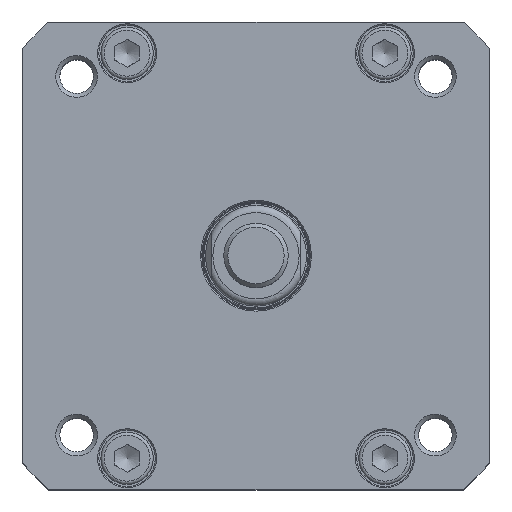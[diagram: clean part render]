
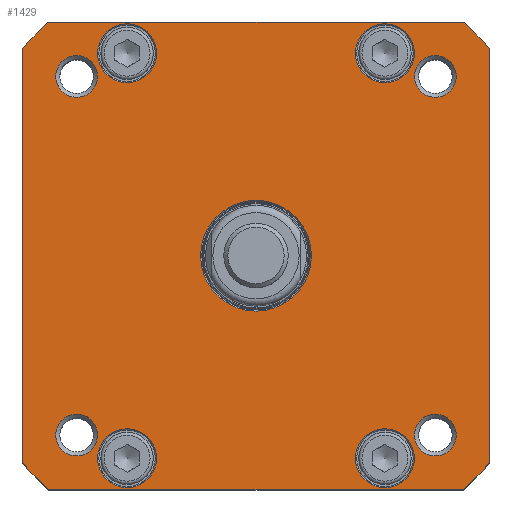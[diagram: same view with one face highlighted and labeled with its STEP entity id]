
A CAD part, top view. The second image highlights one B-rep face of the part: STEP entity #1429.
In plain terms, the highlighted planar face has unit normal (0, 0, 1).
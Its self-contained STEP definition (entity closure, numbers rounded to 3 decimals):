
#1255=CARTESIAN_POINT('',(0.,0.,117.));
#1256=DIRECTION('',(0.0,0.0,-1.0));
#1257=DIRECTION('',(-1.0,0.0,0.0));
#1258=AXIS2_PLACEMENT_3D('',#1255,#1256,#1257);
#1259=PLANE('',#1258);
#1260=CARTESIAN_POINT('',(-51.403,58.,117.));
#1261=VERTEX_POINT('',#1260);
#1262=CARTESIAN_POINT('',(51.403,58.,117.));
#1263=VERTEX_POINT('',#1262);
#1264=CARTESIAN_POINT('',(-51.403,58.,117.));
#1265=DIRECTION('',(1.0,0.0,0.0));
#1266=VECTOR('',#1265,102.806);
#1267=LINE('',#1264,#1266);
#1268=EDGE_CURVE('',#1261,#1263,#1267,.T.);
#1269=ORIENTED_EDGE('',*,*,#1268,.F.);
#1270=CARTESIAN_POINT('',(-58.,51.403,117.));
#1271=VERTEX_POINT('',#1270);
#1272=CARTESIAN_POINT('',(0.0,0.,117.));
#1273=DIRECTION('',(0.0,0.0,-1.0));
#1274=DIRECTION('',(-0.748,0.663,0.0));
#1275=AXIS2_PLACEMENT_3D('',#1272,#1273,#1274);
#1276=CIRCLE('',#1275,77.5);
#1277=EDGE_CURVE('',#1271,#1261,#1276,.T.);
#1278=ORIENTED_EDGE('',*,*,#1277,.F.);
#1279=CARTESIAN_POINT('',(-58.,-51.403,117.));
#1280=VERTEX_POINT('',#1279);
#1281=CARTESIAN_POINT('',(-58.,-51.403,117.));
#1282=DIRECTION('',(0.0,1.0,0.0));
#1283=VECTOR('',#1282,102.806);
#1284=LINE('',#1281,#1283);
#1285=EDGE_CURVE('',#1280,#1271,#1284,.T.);
#1286=ORIENTED_EDGE('',*,*,#1285,.F.);
#1287=CARTESIAN_POINT('',(-51.403,-58.,117.));
#1288=VERTEX_POINT('',#1287);
#1289=CARTESIAN_POINT('',(0.0,0.,117.));
#1290=DIRECTION('',(0.0,0.0,-1.0));
#1291=DIRECTION('',(-0.663,-0.748,0.0));
#1292=AXIS2_PLACEMENT_3D('',#1289,#1290,#1291);
#1293=CIRCLE('',#1292,77.5);
#1294=EDGE_CURVE('',#1288,#1280,#1293,.T.);
#1295=ORIENTED_EDGE('',*,*,#1294,.F.);
#1296=CARTESIAN_POINT('',(51.403,-58.,117.));
#1297=VERTEX_POINT('',#1296);
#1298=CARTESIAN_POINT('',(51.403,-58.,117.));
#1299=DIRECTION('',(-1.0,0.0,0.0));
#1300=VECTOR('',#1299,102.806);
#1301=LINE('',#1298,#1300);
#1302=EDGE_CURVE('',#1297,#1288,#1301,.T.);
#1303=ORIENTED_EDGE('',*,*,#1302,.F.);
#1304=CARTESIAN_POINT('',(58.,-51.403,117.));
#1305=VERTEX_POINT('',#1304);
#1306=CARTESIAN_POINT('',(0.0,0.,117.));
#1307=DIRECTION('',(0.0,0.0,-1.0));
#1308=DIRECTION('',(0.748,-0.663,0.0));
#1309=AXIS2_PLACEMENT_3D('',#1306,#1307,#1308);
#1310=CIRCLE('',#1309,77.5);
#1311=EDGE_CURVE('',#1305,#1297,#1310,.T.);
#1312=ORIENTED_EDGE('',*,*,#1311,.F.);
#1313=CARTESIAN_POINT('',(58.,51.403,117.));
#1314=VERTEX_POINT('',#1313);
#1315=CARTESIAN_POINT('',(58.,51.403,117.));
#1316=DIRECTION('',(0.0,-1.0,0.0));
#1317=VECTOR('',#1316,102.806);
#1318=LINE('',#1315,#1317);
#1319=EDGE_CURVE('',#1314,#1305,#1318,.T.);
#1320=ORIENTED_EDGE('',*,*,#1319,.F.);
#1321=CARTESIAN_POINT('',(0.0,0.,117.));
#1322=DIRECTION('',(0.0,0.0,-1.0));
#1323=DIRECTION('',(0.663,0.748,0.0));
#1324=AXIS2_PLACEMENT_3D('',#1321,#1322,#1323);
#1325=CIRCLE('',#1324,77.5);
#1326=EDGE_CURVE('',#1263,#1314,#1325,.T.);
#1327=ORIENTED_EDGE('',*,*,#1326,.F.);
#1328=EDGE_LOOP('',(#1269,#1278,#1286,#1295,#1303,#1312,#1320,#1327));
#1329=FACE_OUTER_BOUND('',#1328,.T.);
#1330=CARTESIAN_POINT('',(0.,-13.75,117.));
#1331=VERTEX_POINT('',#1330);
#1332=CARTESIAN_POINT('',(0.0,0.,117.));
#1333=DIRECTION('',(0.0,0.0,1.0));
#1334=DIRECTION('',(0.0,1.0,0.0));
#1335=AXIS2_PLACEMENT_3D('',#1332,#1333,#1334);
#1336=CIRCLE('',#1335,13.75);
#1337=EDGE_CURVE('',#1331,#1331,#1336,.T.);
#1338=ORIENTED_EDGE('',*,*,#1337,.F.);
#1339=EDGE_LOOP('',(#1338));
#1340=FACE_BOUND('',#1339,.T.);
#1341=CARTESIAN_POINT('',(-49.688,44.5,117.));
#1342=VERTEX_POINT('',#1341);
#1343=CARTESIAN_POINT('',(-44.5,44.5,117.));
#1344=DIRECTION('',(0.0,0.0,1.0));
#1345=DIRECTION('',(1.0,0.0,0.0));
#1346=AXIS2_PLACEMENT_3D('',#1343,#1344,#1345);
#1347=CIRCLE('',#1346,5.188);
#1348=EDGE_CURVE('',#1342,#1342,#1347,.T.);
#1349=ORIENTED_EDGE('',*,*,#1348,.F.);
#1350=EDGE_LOOP('',(#1349));
#1351=FACE_BOUND('',#1350,.T.);
#1352=CARTESIAN_POINT('',(39.312,-44.5,117.));
#1353=VERTEX_POINT('',#1352);
#1354=CARTESIAN_POINT('',(44.5,-44.5,117.));
#1355=DIRECTION('',(0.0,0.0,1.0));
#1356=DIRECTION('',(1.0,0.0,0.0));
#1357=AXIS2_PLACEMENT_3D('',#1354,#1355,#1356);
#1358=CIRCLE('',#1357,5.188);
#1359=EDGE_CURVE('',#1353,#1353,#1358,.T.);
#1360=ORIENTED_EDGE('',*,*,#1359,.F.);
#1361=EDGE_LOOP('',(#1360));
#1362=FACE_BOUND('',#1361,.T.);
#1363=CARTESIAN_POINT('',(24.7,-50.25,117.));
#1364=VERTEX_POINT('',#1363);
#1365=CARTESIAN_POINT('',(32.,-50.25,117.));
#1366=DIRECTION('',(0.0,0.0,1.0));
#1367=DIRECTION('',(1.0,0.0,0.0));
#1368=AXIS2_PLACEMENT_3D('',#1365,#1366,#1367);
#1369=CIRCLE('',#1368,7.3);
#1370=EDGE_CURVE('',#1364,#1364,#1369,.T.);
#1371=ORIENTED_EDGE('',*,*,#1370,.F.);
#1372=EDGE_LOOP('',(#1371));
#1373=FACE_BOUND('',#1372,.T.);
#1374=CARTESIAN_POINT('',(-39.3,50.25,117.));
#1375=VERTEX_POINT('',#1374);
#1376=CARTESIAN_POINT('',(-32.,50.25,117.));
#1377=DIRECTION('',(0.0,0.0,1.0));
#1378=DIRECTION('',(1.0,0.0,0.0));
#1379=AXIS2_PLACEMENT_3D('',#1376,#1377,#1378);
#1380=CIRCLE('',#1379,7.3);
#1381=EDGE_CURVE('',#1375,#1375,#1380,.T.);
#1382=ORIENTED_EDGE('',*,*,#1381,.F.);
#1383=EDGE_LOOP('',(#1382));
#1384=FACE_BOUND('',#1383,.T.);
#1385=CARTESIAN_POINT('',(24.7,50.25,117.));
#1386=VERTEX_POINT('',#1385);
#1387=CARTESIAN_POINT('',(32.,50.25,117.));
#1388=DIRECTION('',(0.0,0.0,1.0));
#1389=DIRECTION('',(1.0,0.0,0.0));
#1390=AXIS2_PLACEMENT_3D('',#1387,#1388,#1389);
#1391=CIRCLE('',#1390,7.3);
#1392=EDGE_CURVE('',#1386,#1386,#1391,.T.);
#1393=ORIENTED_EDGE('',*,*,#1392,.F.);
#1394=EDGE_LOOP('',(#1393));
#1395=FACE_BOUND('',#1394,.T.);
#1396=CARTESIAN_POINT('',(-39.3,-50.25,117.));
#1397=VERTEX_POINT('',#1396);
#1398=CARTESIAN_POINT('',(-32.,-50.25,117.));
#1399=DIRECTION('',(0.0,0.0,1.0));
#1400=DIRECTION('',(1.0,0.0,0.0));
#1401=AXIS2_PLACEMENT_3D('',#1398,#1399,#1400);
#1402=CIRCLE('',#1401,7.3);
#1403=EDGE_CURVE('',#1397,#1397,#1402,.T.);
#1404=ORIENTED_EDGE('',*,*,#1403,.F.);
#1405=EDGE_LOOP('',(#1404));
#1406=FACE_BOUND('',#1405,.T.);
#1407=CARTESIAN_POINT('',(39.312,44.5,117.));
#1408=VERTEX_POINT('',#1407);
#1409=CARTESIAN_POINT('',(44.5,44.5,117.));
#1410=DIRECTION('',(0.0,0.0,1.0));
#1411=DIRECTION('',(1.0,0.0,0.0));
#1412=AXIS2_PLACEMENT_3D('',#1409,#1410,#1411);
#1413=CIRCLE('',#1412,5.188);
#1414=EDGE_CURVE('',#1408,#1408,#1413,.T.);
#1415=ORIENTED_EDGE('',*,*,#1414,.F.);
#1416=EDGE_LOOP('',(#1415));
#1417=FACE_BOUND('',#1416,.T.);
#1418=CARTESIAN_POINT('',(-49.688,-44.5,117.));
#1419=VERTEX_POINT('',#1418);
#1420=CARTESIAN_POINT('',(-44.5,-44.5,117.));
#1421=DIRECTION('',(0.0,0.0,1.0));
#1422=DIRECTION('',(1.0,0.0,0.0));
#1423=AXIS2_PLACEMENT_3D('',#1420,#1421,#1422);
#1424=CIRCLE('',#1423,5.188);
#1425=EDGE_CURVE('',#1419,#1419,#1424,.T.);
#1426=ORIENTED_EDGE('',*,*,#1425,.F.);
#1427=EDGE_LOOP('',(#1426));
#1428=FACE_BOUND('',#1427,.T.);
#1429=ADVANCED_FACE('',(#1329,#1340,#1351,#1362,#1373,#1384,#1395,#1406,#1417,#1428),#1259,.F.);
